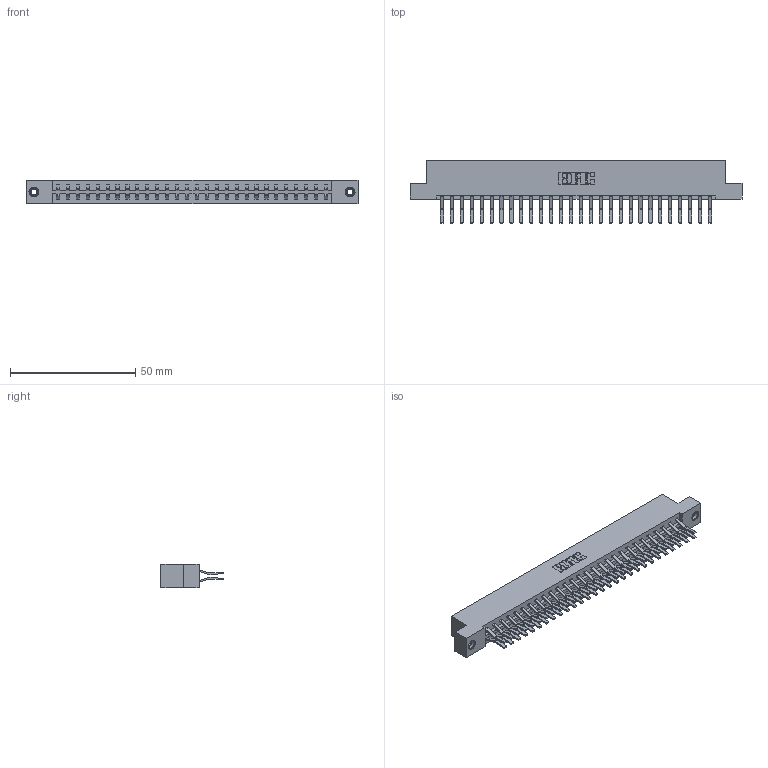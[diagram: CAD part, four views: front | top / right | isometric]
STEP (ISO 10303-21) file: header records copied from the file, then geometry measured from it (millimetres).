
FILE_DESCRIPTION (( 'STEP AP203' ), '1' );
FILE_NAME ('333-056-560-208.STEP', '2018-08-04T05:28:13', ( '' ), ( '' ), 'SwSTEP 2.0', 'SolidWorks 2016', '' );
FILE_SCHEMA (( 'CONFIG_CONTROL_DESIGN' ));
Length unit declared in the file: inch
Products named in the file (4): 333-056-560-208; 333 Part_Flush - .156 Dia - TI; 345-292-001_560 Tail; 345-250-001_345-250-003-102
Assembly tree (59 placements, depth 2):
  333-056-560-208
    333 Part_Flush - .156 Dia - TI
    345-292-001_560 Tail  x56
    345-250-001_345-250-003-102  x2
Bounding box: 132.49 x 24.78 x 9.4 mm (x, y, z)
Volume: 13755.7 mm3; surface area: 17181.1 mm2
Topology: 59 solids, 59 shells, 3198 faces, 9463 edges, 6226 vertices
Faces by surface type: plane 2118, cylinder 1064, cone 12, torus 4
Entity records: 21098 total; most frequent: CARTESIAN_POINT 3497, ORIENTED_EDGE 3426, DIRECTION 3047, EDGE_CURVE 1713, LINE 1561, VECTOR 1561, VERTEX_POINT 1136, AXIS2_PLACEMENT_3D 743
